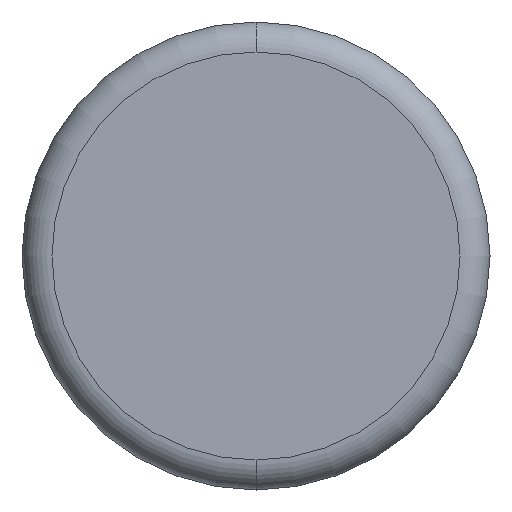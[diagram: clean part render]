
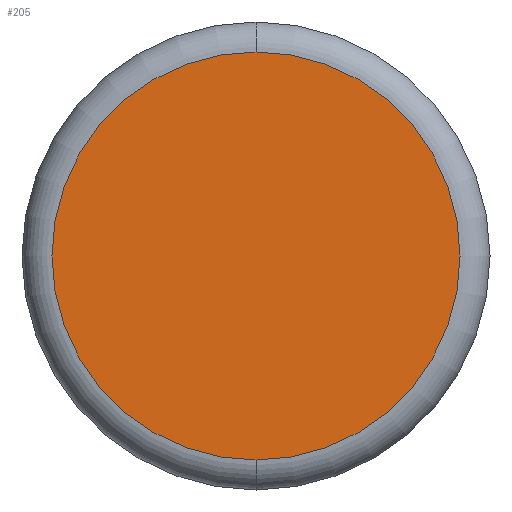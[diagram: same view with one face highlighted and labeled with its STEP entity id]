
A CAD part, front view. The second image highlights one B-rep face of the part: STEP entity #205.
In plain terms, the highlighted planar face has unit normal (0, -1, 0).
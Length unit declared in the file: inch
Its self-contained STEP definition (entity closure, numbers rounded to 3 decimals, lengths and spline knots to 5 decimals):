
#15 = DIRECTION ( 'NONE',  ( 0., -1., 0. ) ) ;
#20 = AXIS2_PLACEMENT_3D ( 'NONE', #53, #15, #321 ) ;
#53 = CARTESIAN_POINT ( 'NONE',  ( 0., 0., 0. ) ) ;
#60 = DIRECTION ( 'NONE',  ( 0., 0., -1. ) ) ;
#93 = EDGE_CURVE ( 'NONE', #363, #328, #280, .T. ) ;
#135 = AXIS2_PLACEMENT_3D ( 'NONE', #188, #247, #60 ) ;
#153 = EDGE_LOOP ( 'NONE', ( #377, #244 ) ) ;
#158 = FACE_OUTER_BOUND ( 'NONE', #153, .T. ) ;
#168 = CARTESIAN_POINT ( 'NONE',  ( 0., 0., -0.13625 ) ) ;
#188 = CARTESIAN_POINT ( 'NONE',  ( 0., 0., 0. ) ) ;
#190 = DIRECTION ( 'NONE',  ( 0., -1., 0. ) ) ;
#205 = ADVANCED_FACE ( 'NONE', ( #158 ), #302, .T. ) ;
#227 = CARTESIAN_POINT ( 'NONE',  ( 0., 0., 0. ) ) ;
#229 = DIRECTION ( 'NONE',  ( 0., 0., -1. ) ) ;
#241 = EDGE_CURVE ( 'NONE', #328, #363, #323, .T. ) ;
#244 = ORIENTED_EDGE ( 'NONE', *, *, #241, .T. ) ;
#247 = DIRECTION ( 'NONE',  ( 0., -1., 0. ) ) ;
#280 = CIRCLE ( 'NONE', #20, 0.13625 ) ;
#302 = PLANE ( 'NONE',  #135 ) ;
#321 = DIRECTION ( 'NONE',  ( 0., 0., -1. ) ) ;
#323 = CIRCLE ( 'NONE', #379, 0.13625 ) ;
#328 = VERTEX_POINT ( 'NONE', #348 ) ;
#348 = CARTESIAN_POINT ( 'NONE',  ( 0., 0., 0.13625 ) ) ;
#363 = VERTEX_POINT ( 'NONE', #168 ) ;
#377 = ORIENTED_EDGE ( 'NONE', *, *, #93, .T. ) ;
#379 = AXIS2_PLACEMENT_3D ( 'NONE', #227, #190, #229 ) ;
